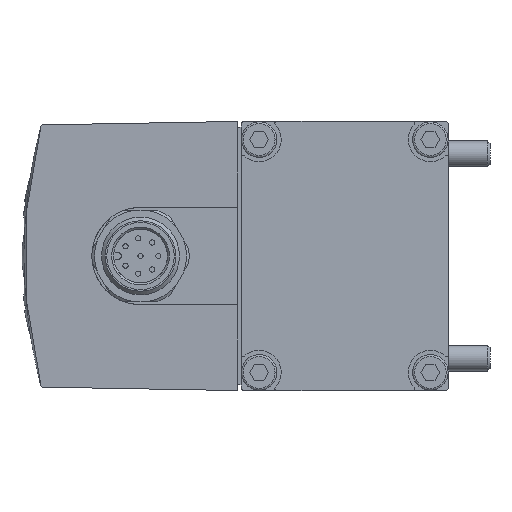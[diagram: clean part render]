
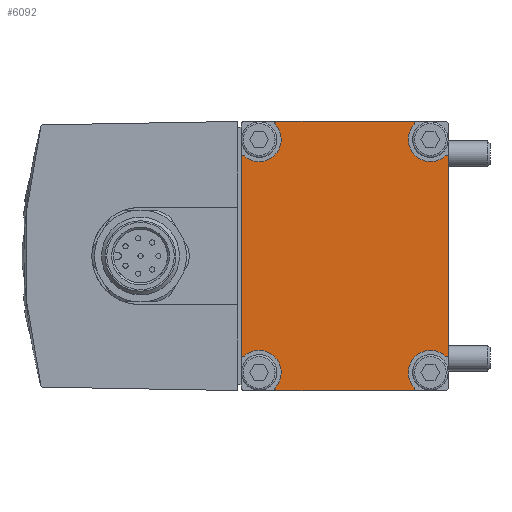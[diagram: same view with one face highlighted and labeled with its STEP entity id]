
A CAD part, left-side view. The second image highlights one B-rep face of the part: STEP entity #6092.
In plain terms, the highlighted planar face has unit normal (-1, 0, 0).
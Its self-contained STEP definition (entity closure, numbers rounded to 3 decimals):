
#178=CIRCLE('',#6389,0.3);
#179=CIRCLE('',#6390,3.4);
#180=CIRCLE('',#6391,0.3);
#181=CIRCLE('',#6392,0.3);
#182=CIRCLE('',#6393,3.4);
#183=CIRCLE('',#6394,0.3);
#184=CIRCLE('',#6395,0.3);
#185=CIRCLE('',#6396,3.4);
#186=CIRCLE('',#6397,0.3);
#187=CIRCLE('',#6398,0.3);
#188=CIRCLE('',#6399,3.4);
#189=CIRCLE('',#6400,0.3);
#423=ORIENTED_EDGE('',*,*,#1618,.F.);
#424=ORIENTED_EDGE('',*,*,#1619,.F.);
#425=ORIENTED_EDGE('',*,*,#1620,.T.);
#426=ORIENTED_EDGE('',*,*,#1621,.F.);
#427=ORIENTED_EDGE('',*,*,#1622,.F.);
#428=ORIENTED_EDGE('',*,*,#1623,.F.);
#429=ORIENTED_EDGE('',*,*,#1624,.T.);
#430=ORIENTED_EDGE('',*,*,#1625,.F.);
#431=ORIENTED_EDGE('',*,*,#1626,.F.);
#432=ORIENTED_EDGE('',*,*,#1627,.F.);
#433=ORIENTED_EDGE('',*,*,#1628,.T.);
#434=ORIENTED_EDGE('',*,*,#1629,.F.);
#435=ORIENTED_EDGE('',*,*,#1630,.F.);
#436=ORIENTED_EDGE('',*,*,#1631,.F.);
#437=ORIENTED_EDGE('',*,*,#1632,.T.);
#438=ORIENTED_EDGE('',*,*,#1633,.F.);
#1618=EDGE_CURVE('',#2216,#2217,#2609,.T.);
#1619=EDGE_CURVE('',#2218,#2216,#178,.T.);
#1620=EDGE_CURVE('',#2218,#2219,#179,.T.);
#1621=EDGE_CURVE('',#2220,#2219,#180,.T.);
#1622=EDGE_CURVE('',#2221,#2220,#2610,.T.);
#1623=EDGE_CURVE('',#2222,#2221,#181,.T.);
#1624=EDGE_CURVE('',#2222,#2223,#182,.T.);
#1625=EDGE_CURVE('',#2224,#2223,#183,.T.);
#1626=EDGE_CURVE('',#2225,#2224,#2611,.T.);
#1627=EDGE_CURVE('',#2226,#2225,#184,.T.);
#1628=EDGE_CURVE('',#2226,#2227,#185,.T.);
#1629=EDGE_CURVE('',#2228,#2227,#186,.T.);
#1630=EDGE_CURVE('',#2229,#2228,#2612,.T.);
#1631=EDGE_CURVE('',#2230,#2229,#187,.T.);
#1632=EDGE_CURVE('',#2230,#2231,#188,.T.);
#1633=EDGE_CURVE('',#2217,#2231,#189,.T.);
#2216=VERTEX_POINT('',#8365);
#2217=VERTEX_POINT('',#8366);
#2218=VERTEX_POINT('',#8368);
#2219=VERTEX_POINT('',#8370);
#2220=VERTEX_POINT('',#8372);
#2221=VERTEX_POINT('',#8374);
#2222=VERTEX_POINT('',#8376);
#2223=VERTEX_POINT('',#8378);
#2224=VERTEX_POINT('',#8380);
#2225=VERTEX_POINT('',#8382);
#2226=VERTEX_POINT('',#8384);
#2227=VERTEX_POINT('',#8386);
#2228=VERTEX_POINT('',#8388);
#2229=VERTEX_POINT('',#8390);
#2230=VERTEX_POINT('',#8392);
#2231=VERTEX_POINT('',#8394);
#2609=LINE('',#8364,#2982);
#2610=LINE('',#8373,#2983);
#2611=LINE('',#8381,#2984);
#2612=LINE('',#8389,#2985);
#2982=VECTOR('',#6935,1000.);
#2983=VECTOR('',#6942,1000.);
#2984=VECTOR('',#6949,1000.);
#2985=VECTOR('',#6956,1000.);
#3330=EDGE_LOOP('',(#423,#424,#425,#426,#427,#428,#429,#430,#431,#432,#433,
#434,#435,#436,#437,#438));
#3689=FACE_BOUND('',#3330,.T.);
#4031=PLANE('',#6388);
#6092=ADVANCED_FACE('',(#3689),#4031,.F.);
#6388=AXIS2_PLACEMENT_3D('',#8363,#6933,#6934);
#6389=AXIS2_PLACEMENT_3D('',#8367,#6936,#6937);
#6390=AXIS2_PLACEMENT_3D('',#8369,#6938,#6939);
#6391=AXIS2_PLACEMENT_3D('',#8371,#6940,#6941);
#6392=AXIS2_PLACEMENT_3D('',#8375,#6943,#6944);
#6393=AXIS2_PLACEMENT_3D('',#8377,#6945,#6946);
#6394=AXIS2_PLACEMENT_3D('',#8379,#6947,#6948);
#6395=AXIS2_PLACEMENT_3D('',#8383,#6950,#6951);
#6396=AXIS2_PLACEMENT_3D('',#8385,#6952,#6953);
#6397=AXIS2_PLACEMENT_3D('',#8387,#6954,#6955);
#6398=AXIS2_PLACEMENT_3D('',#8391,#6957,#6958);
#6399=AXIS2_PLACEMENT_3D('',#8393,#6959,#6960);
#6400=AXIS2_PLACEMENT_3D('',#8395,#6961,#6962);
#6933=DIRECTION('',(1.,0.,0.));
#6934=DIRECTION('',(0.,0.,-1.));
#6935=DIRECTION('',(0.,0.,1.));
#6936=DIRECTION('',(1.,0.,0.));
#6937=DIRECTION('',(0.,0.,-1.));
#6938=DIRECTION('',(1.,0.,0.));
#6939=DIRECTION('',(0.,0.,-1.));
#6940=DIRECTION('',(1.,0.,0.));
#6941=DIRECTION('',(0.,0.,-1.));
#6942=DIRECTION('',(0.,1.,0.));
#6943=DIRECTION('',(1.,0.,0.));
#6944=DIRECTION('',(0.,0.,-1.));
#6945=DIRECTION('',(1.,0.,0.));
#6946=DIRECTION('',(0.,0.,-1.));
#6947=DIRECTION('',(1.,0.,0.));
#6948=DIRECTION('',(0.,0.,-1.));
#6949=DIRECTION('',(0.,0.,-1.));
#6950=DIRECTION('',(1.,0.,0.));
#6951=DIRECTION('',(0.,0.,-1.));
#6952=DIRECTION('',(1.,0.,0.));
#6953=DIRECTION('',(0.,0.,-1.));
#6954=DIRECTION('',(1.,0.,0.));
#6955=DIRECTION('',(0.,0.,-1.));
#6956=DIRECTION('',(0.,-1.,0.));
#6957=DIRECTION('',(1.,0.,0.));
#6958=DIRECTION('',(0.,0.,-1.));
#6959=DIRECTION('',(1.,0.,0.));
#6960=DIRECTION('',(0.,0.,-1.));
#6961=DIRECTION('',(1.,0.,0.));
#6962=DIRECTION('',(0.,0.,-1.));
#8363=CARTESIAN_POINT('',(-110.4,31.5,20.25));
#8364=CARTESIAN_POINT('',(-110.4,32.,-20.25));
#8365=CARTESIAN_POINT('',(-110.4,32.,-15.222));
#8366=CARTESIAN_POINT('',(-110.4,32.,15.222));
#8367=CARTESIAN_POINT('',(-110.4,31.7,-15.222));
#8368=CARTESIAN_POINT('',(-110.4,31.497,-15.444));
#8369=CARTESIAN_POINT('',(-110.4,29.2,-17.95));
#8370=CARTESIAN_POINT('',(-110.4,26.694,-20.247));
#8371=CARTESIAN_POINT('',(-110.4,26.472,-20.45));
#8372=CARTESIAN_POINT('',(-110.4,26.472,-20.75));
#8373=CARTESIAN_POINT('',(-110.4,0.5,-20.75));
#8374=CARTESIAN_POINT('',(-110.4,5.528,-20.75));
#8375=CARTESIAN_POINT('',(-110.4,5.528,-20.45));
#8376=CARTESIAN_POINT('',(-110.4,5.306,-20.247));
#8377=CARTESIAN_POINT('',(-110.4,2.8,-17.95));
#8378=CARTESIAN_POINT('',(-110.4,0.503,-15.444));
#8379=CARTESIAN_POINT('',(-110.4,0.3,-15.222));
#8380=CARTESIAN_POINT('',(-110.4,0.,-15.222));
#8381=CARTESIAN_POINT('',(-110.4,0.,20.25));
#8382=CARTESIAN_POINT('',(-110.4,0.,15.222));
#8383=CARTESIAN_POINT('',(-110.4,0.3,15.222));
#8384=CARTESIAN_POINT('',(-110.4,0.503,15.444));
#8385=CARTESIAN_POINT('',(-110.4,2.8,17.95));
#8386=CARTESIAN_POINT('',(-110.4,5.306,20.247));
#8387=CARTESIAN_POINT('',(-110.4,5.528,20.45));
#8388=CARTESIAN_POINT('',(-110.4,5.528,20.75));
#8389=CARTESIAN_POINT('',(-110.4,31.5,20.75));
#8390=CARTESIAN_POINT('',(-110.4,26.472,20.75));
#8391=CARTESIAN_POINT('',(-110.4,26.472,20.45));
#8392=CARTESIAN_POINT('',(-110.4,26.694,20.247));
#8393=CARTESIAN_POINT('',(-110.4,29.2,17.95));
#8394=CARTESIAN_POINT('',(-110.4,31.497,15.444));
#8395=CARTESIAN_POINT('',(-110.4,31.7,15.222));
